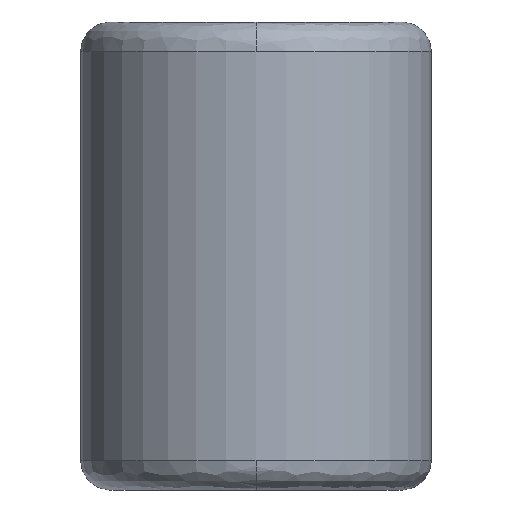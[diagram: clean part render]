
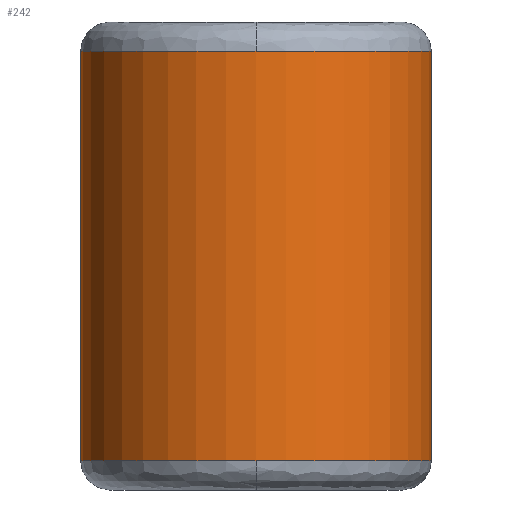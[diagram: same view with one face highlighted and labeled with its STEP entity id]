
A CAD part, left-side view. The second image highlights one B-rep face of the part: STEP entity #242.
In plain terms, the highlighted cylindrical face has radius 0.75 mm (diameter 1.5 mm), a partial arc.
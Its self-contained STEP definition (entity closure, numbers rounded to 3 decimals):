
#242=ADVANCED_FACE('',(#302),#1802,.T.);
#302=FACE_OUTER_BOUND('',#365,.T.);
#365=EDGE_LOOP('',(#654,#655,#656,#657,#658,#659));
#654=ORIENTED_EDGE('',*,*,#1004,.T.);
#655=ORIENTED_EDGE('',*,*,#1006,.T.);
#656=ORIENTED_EDGE('',*,*,#980,.T.);
#657=ORIENTED_EDGE('',*,*,#990,.F.);
#658=ORIENTED_EDGE('',*,*,#986,.T.);
#659=ORIENTED_EDGE('',*,*,#978,.T.);
#978=EDGE_CURVE('',#1749,#1773,#1292,.T.);
#980=EDGE_CURVE('',#1751,#1752,#1294,.T.);
#986=EDGE_CURVE('',#1759,#1749,#1299,.T.);
#990=EDGE_CURVE('',#1759,#1752,#1145,.T.);
#1004=EDGE_CURVE('',#1773,#1774,#1159,.T.);
#1006=EDGE_CURVE('',#1774,#1751,#1303,.T.);
#1145=B_SPLINE_CURVE_WITH_KNOTS('',1,(#12629,#12630),.UNSPECIFIED.,.F.,
 .F.,(2,2),(0.175,1.925),.UNSPECIFIED.);
#1159=B_SPLINE_CURVE_WITH_KNOTS('',1,(#12735,#12736),.UNSPECIFIED.,.F.,
 .F.,(2,2),(0.175,1.925),.UNSPECIFIED.);
#1292=TRIMMED_CURVE($,#1457,(#12564),(#12565),.T.,.CARTESIAN.);
#1294=TRIMMED_CURVE($,#1459,(#12570),(#12571),.T.,.CARTESIAN.);
#1299=TRIMMED_CURVE($,#1464,(#12603),(#12604),.T.,.CARTESIAN.);
#1303=TRIMMED_CURVE($,#1468,(#12741),(#12742),.T.,.CARTESIAN.);
#1457=CIRCLE('',#2041,0.75);
#1459=CIRCLE('',#2043,0.75);
#1464=CIRCLE('',#2048,0.75);
#1468=CIRCLE('',#2052,0.75);
#1749=VERTEX_POINT('',#12537);
#1751=VERTEX_POINT('',#12539);
#1752=VERTEX_POINT('',#12540);
#1759=VERTEX_POINT('',#12547);
#1773=VERTEX_POINT('',#12561);
#1774=VERTEX_POINT('',#12562);
#1802=CYLINDRICAL_SURFACE('',#2039,0.75);
#2039=AXIS2_PLACEMENT_3D('',#12534,#2359,$);
#2041=AXIS2_PLACEMENT_3D($,#12563,#2361,#2362);
#2043=AXIS2_PLACEMENT_3D($,#12569,#2365,#2366);
#2048=AXIS2_PLACEMENT_3D($,#12602,#2375,#2376);
#2052=AXIS2_PLACEMENT_3D($,#12740,#2383,#2384);
#2359=DIRECTION('',(0.,0.,1.));
#2361=DIRECTION('',(0.,0.,1.));
#2362=DIRECTION('',(-1.,0.,0.));
#2365=DIRECTION('',(0.,0.,-1.));
#2366=DIRECTION('',(-1.,0.,0.));
#2375=DIRECTION('',(0.,0.,1.));
#2376=DIRECTION('',(0.,1.,0.));
#2383=DIRECTION('',(0.,0.,-1.));
#2384=DIRECTION('',(0.,-1.,0.));
#12534=CARTESIAN_POINT('',(3.875,3.25,1.));
#12537=CARTESIAN_POINT('',(3.125,3.25,0.125));
#12539=CARTESIAN_POINT('',(3.125,3.25,1.875));
#12540=CARTESIAN_POINT('',(3.875,4.,1.875));
#12547=CARTESIAN_POINT('',(3.875,4.,0.125));
#12561=CARTESIAN_POINT('',(3.875,2.5,0.125));
#12562=CARTESIAN_POINT('',(3.875,2.5,1.875));
#12563=CARTESIAN_POINT('',(3.875,3.25,0.125));
#12564=CARTESIAN_POINT('',(3.125,3.25,0.125));
#12565=CARTESIAN_POINT('',(3.875,2.5,0.125));
#12569=CARTESIAN_POINT('',(3.875,3.25,1.875));
#12570=CARTESIAN_POINT('',(3.125,3.25,1.875));
#12571=CARTESIAN_POINT('',(3.875,4.,1.875));
#12602=CARTESIAN_POINT('',(3.875,3.25,0.125));
#12603=CARTESIAN_POINT('',(3.875,4.,0.125));
#12604=CARTESIAN_POINT('',(3.125,3.25,0.125));
#12629=CARTESIAN_POINT('',(3.875,4.,0.125));
#12630=CARTESIAN_POINT('',(3.875,4.,1.875));
#12735=CARTESIAN_POINT('',(3.875,2.5,0.125));
#12736=CARTESIAN_POINT('',(3.875,2.5,1.875));
#12740=CARTESIAN_POINT('',(3.875,3.25,1.875));
#12741=CARTESIAN_POINT('',(3.875,2.5,1.875));
#12742=CARTESIAN_POINT('',(3.125,3.25,1.875));
